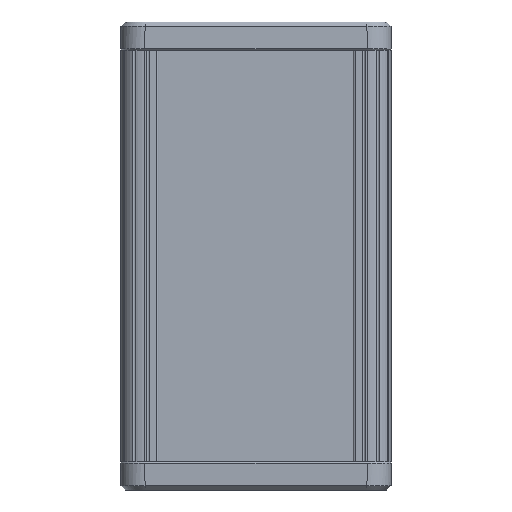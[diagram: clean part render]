
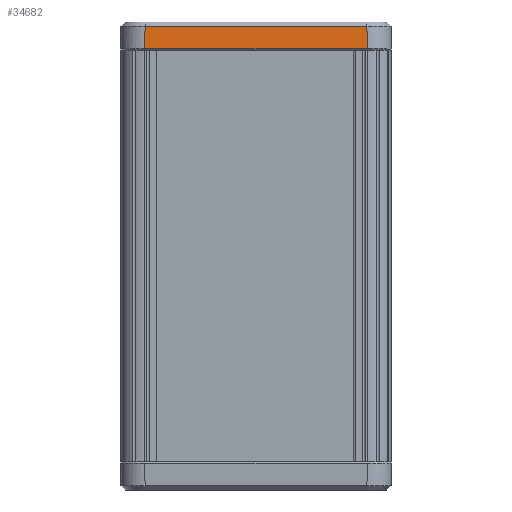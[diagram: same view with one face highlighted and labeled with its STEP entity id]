
A CAD part, front view. The second image highlights one B-rep face of the part: STEP entity #34682.
In plain terms, the highlighted face is planar.
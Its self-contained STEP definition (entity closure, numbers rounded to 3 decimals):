
#313 = ORIENTED_EDGE ( 'NONE', *, *, #34133, .T. ) ;
#527 = ORIENTED_EDGE ( 'NONE', *, *, #34131, .T. ) ;
#613 = ORIENTED_EDGE ( 'NONE', *, *, #34132, .T. ) ;
#641 = ORIENTED_EDGE ( 'NONE', *, *, #34134, .T. ) ;
#1919 = CARTESIAN_POINT ( 'NONE',  ( -78.206, 16.978, 37.704 ) ) ;
#3703 = CARTESIAN_POINT ( 'NONE',  ( 78.206, 16.978, 37.704 ) ) ;
#4174 = CARTESIAN_POINT ( 'NONE',  ( 78.485, 0.983, 37.983 ) ) ;
#4357 = CARTESIAN_POINT ( 'NONE',  ( -78.485, 0.983, 37.983 ) ) ;
#5476 = EDGE_LOOP ( 'NONE', ( #527, #613, #313, #641 ) ) ;
#14613 = VECTOR ( 'NONE', #17312, 1000. ) ;
#14620 = VECTOR ( 'NONE', #17310, 1000. ) ;
#14622 = VECTOR ( 'NONE', #17315, 1000. ) ;
#14623 = VECTOR ( 'NONE', #17318, 1000. ) ;
#15946 = VERTEX_POINT ( 'NONE', #1919 ) ;
#17296 = LINE ( 'NONE', #17311, #14613 ) ;
#17307 = LINE ( 'NONE', #17309, #14620 ) ;
#17309 = CARTESIAN_POINT ( 'NONE',  ( -78.508, -0.297, 38.005 ) ) ;
#17310 = DIRECTION ( 'NONE',  ( -0.017, -1., 0.017 ) ) ;
#17311 = CARTESIAN_POINT ( 'NONE',  ( 78.503, 0.983, 37.983 ) ) ;
#17312 = DIRECTION ( 'NONE',  ( 1., 0., 0. ) ) ;
#17313 = LINE ( 'NONE', #17314, #14622 ) ;
#17314 = CARTESIAN_POINT ( 'NONE',  ( 78.45, 3.035, 37.947 ) ) ;
#17315 = DIRECTION ( 'NONE',  ( -0.017, 1., -0.017 ) ) ;
#17316 = LINE ( 'NONE', #17317, #14623 ) ;
#17317 = CARTESIAN_POINT ( 'NONE',  ( -95.5, 16.978, 37.704 ) ) ;
#17318 = DIRECTION ( 'NONE',  ( -1., 0., 0. ) ) ;
#20533 = AXIS2_PLACEMENT_3D ( 'NONE', #23613, #23619, #23620 ) ;
#22022 = VERTEX_POINT ( 'NONE', #3703 ) ;
#22360 = VERTEX_POINT ( 'NONE', #4174 ) ;
#23610 = PLANE ( 'NONE',  #20533 ) ;
#23613 = CARTESIAN_POINT ( 'NONE',  ( -95.5, 0., 38. ) ) ;
#23617 = FACE_OUTER_BOUND ( 'NONE', #5476, .T. ) ;
#23619 = DIRECTION ( 'NONE',  ( 0., 0.017, 1. ) ) ;
#23620 = DIRECTION ( 'NONE',  ( 0., -1., 0.017 ) ) ;
#24435 = VERTEX_POINT ( 'NONE', #4357 ) ;
#34131 = EDGE_CURVE ( 'NONE', #15946, #24435, #17307, .T. ) ;
#34132 = EDGE_CURVE ( 'NONE', #24435, #22360, #17296, .T. ) ;
#34133 = EDGE_CURVE ( 'NONE', #22360, #22022, #17313, .T. ) ;
#34134 = EDGE_CURVE ( 'NONE', #22022, #15946, #17316, .T. ) ;
#34682 = ADVANCED_FACE ( 'NONE', ( #23617 ), #23610, .T. ) ;
